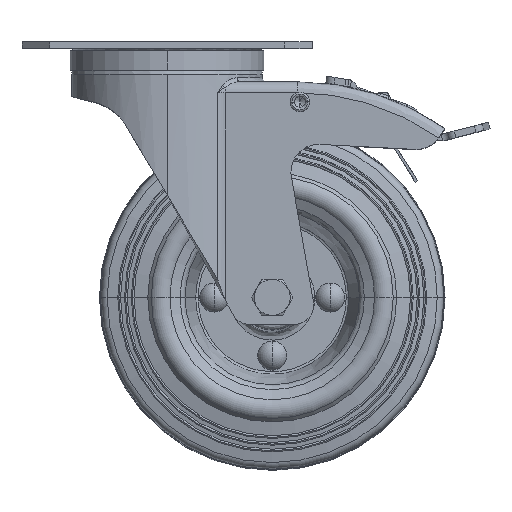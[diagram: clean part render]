
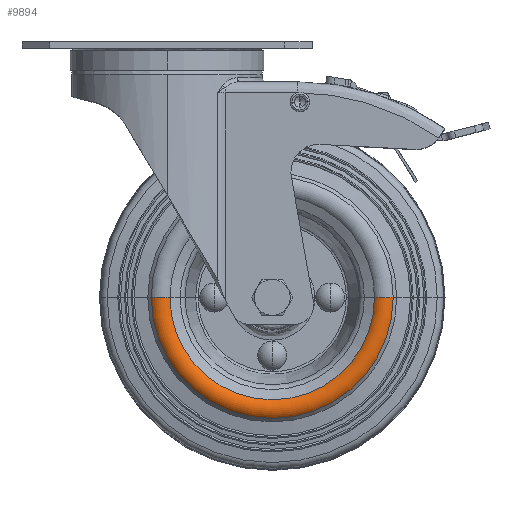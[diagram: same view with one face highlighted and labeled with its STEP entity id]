
A CAD part, top view. The second image highlights one B-rep face of the part: STEP entity #9894.
In plain terms, the highlighted toroidal (fillet/blend) face has major radius 40.354 mm and minor radius 4.5 mm.
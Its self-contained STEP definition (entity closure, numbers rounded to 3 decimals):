
#575 = CIRCLE ( 'NONE', #33783, 43.765 ) ;
#4082 = CARTESIAN_POINT ( 'NONE',  ( -5.765, -92.5, 17.435 ) ) ;
#6681 = CARTESIAN_POINT ( 'NONE',  ( 38., -92.5, 17.5 ) ) ;
#9894 = ADVANCED_FACE ( 'NONE', ( #56800 ), #26144, .T. ) ;
#11709 = DIRECTION ( 'NONE',  ( 0., 0., -1. ) ) ;
#11724 = CARTESIAN_POINT ( 'NONE',  ( 78.354, -92.5, 14.5 ) ) ;
#11854 = DIRECTION ( 'NONE',  ( 1., 0., 0. ) ) ;
#13269 = DIRECTION ( 'NONE',  ( 0., -1., 0. ) ) ;
#14895 = EDGE_CURVE ( 'NONE', #51626, #19252, #39539, .T. ) ;
#16961 = DIRECTION ( 'NONE',  ( 0., 0., 1. ) ) ;
#17295 = AXIS2_PLACEMENT_3D ( 'NONE', #11724, #47869, #16961 ) ;
#19252 = VERTEX_POINT ( 'NONE', #56168 ) ;
#20031 = EDGE_CURVE ( 'NONE', #26098, #43476, #575, .T. ) ;
#20675 = CIRCLE ( 'NONE', #17295, 4.5 ) ;
#25739 = AXIS2_PLACEMENT_3D ( 'NONE', #6681, #42867, #11854 ) ;
#26098 = VERTEX_POINT ( 'NONE', #4082 ) ;
#26144 = TOROIDAL_SURFACE ( 'NONE', #26207, 40.354, 4.5 ) ;
#26207 = AXIS2_PLACEMENT_3D ( 'NONE', #52800, #11709, #47861 ) ;
#27884 = CIRCLE ( 'NONE', #51530, 4.5 ) ;
#28810 = DIRECTION ( 'NONE',  ( 0., 0., 1. ) ) ;
#33724 = ORIENTED_EDGE ( 'NONE', *, *, #51202, .F. ) ;
#33783 = AXIS2_PLACEMENT_3D ( 'NONE', #59598, #28810, #64773 ) ;
#33871 = EDGE_CURVE ( 'NONE', #51626, #26098, #27884, .T. ) ;
#35630 = CARTESIAN_POINT ( 'NONE',  ( 81.765, -92.5, 17.435 ) ) ;
#39539 = CIRCLE ( 'NONE', #25739, 37. ) ;
#41306 = ORIENTED_EDGE ( 'NONE', *, *, #14895, .F. ) ;
#42867 = DIRECTION ( 'NONE',  ( 0., 0., 1. ) ) ;
#43440 = ORIENTED_EDGE ( 'NONE', *, *, #20031, .T. ) ;
#43476 = VERTEX_POINT ( 'NONE', #35630 ) ;
#44264 = CARTESIAN_POINT ( 'NONE',  ( -2.354, -92.5, 14.5 ) ) ;
#44619 = ORIENTED_EDGE ( 'NONE', *, *, #33871, .T. ) ;
#44826 = EDGE_LOOP ( 'NONE', ( #41306, #44619, #43440, #33724 ) ) ;
#47861 = DIRECTION ( 'NONE',  ( 1., 0., 0. ) ) ;
#47869 = DIRECTION ( 'NONE',  ( 0., 1., 0. ) ) ;
#49430 = DIRECTION ( 'NONE',  ( 1., 0., 0. ) ) ;
#51202 = EDGE_CURVE ( 'NONE', #19252, #43476, #20675, .T. ) ;
#51530 = AXIS2_PLACEMENT_3D ( 'NONE', #44264, #13269, #49430 ) ;
#51626 = VERTEX_POINT ( 'NONE', #56380 ) ;
#52800 = CARTESIAN_POINT ( 'NONE',  ( 38., -92.5, 14.5 ) ) ;
#56168 = CARTESIAN_POINT ( 'NONE',  ( 75., -92.5, 17.5 ) ) ;
#56380 = CARTESIAN_POINT ( 'NONE',  ( 1., -92.5, 17.5 ) ) ;
#56800 = FACE_OUTER_BOUND ( 'NONE', #44826, .T. ) ;
#59598 = CARTESIAN_POINT ( 'NONE',  ( 38., -92.5, 17.435 ) ) ;
#64773 = DIRECTION ( 'NONE',  ( 1., 0., 0. ) ) ;
